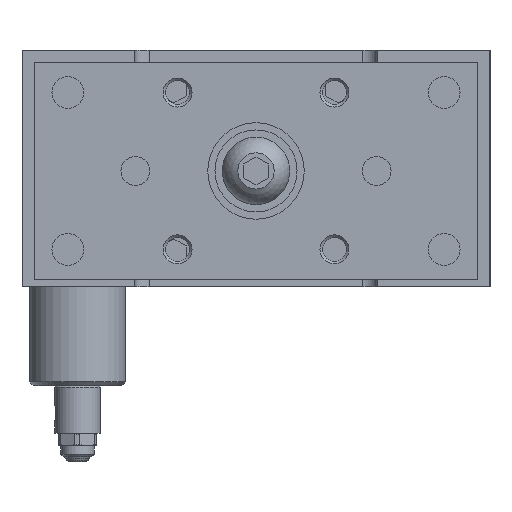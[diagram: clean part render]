
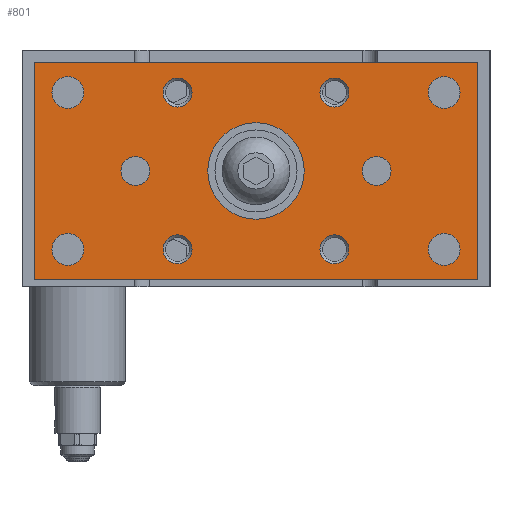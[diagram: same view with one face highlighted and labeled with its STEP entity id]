
A CAD part, left-side view. The second image highlights one B-rep face of the part: STEP entity #801.
In plain terms, the highlighted planar face has unit normal (-1, 0, 0).
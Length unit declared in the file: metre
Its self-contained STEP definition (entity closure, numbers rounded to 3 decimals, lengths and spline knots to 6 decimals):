
#801 = ADVANCED_FACE( '', ( #1957, #1958, #1959, #1960, #1961, #1962, #1963, #1964, #1965, #1966, #1967, #1968 ), #1969, .T. );
#1957 = FACE_OUTER_BOUND( '', #3596, .T. );
#1958 = FACE_BOUND( '', #3597, .T. );
#1959 = FACE_BOUND( '', #3598, .T. );
#1960 = FACE_BOUND( '', #3599, .T. );
#1961 = FACE_BOUND( '', #3600, .T. );
#1962 = FACE_BOUND( '', #3601, .T. );
#1963 = FACE_BOUND( '', #3602, .T. );
#1964 = FACE_BOUND( '', #3603, .T. );
#1965 = FACE_BOUND( '', #3604, .T. );
#1966 = FACE_BOUND( '', #3605, .T. );
#1967 = FACE_BOUND( '', #3606, .T. );
#1968 = FACE_BOUND( '', #3607, .T. );
#1969 = PLANE( '', #3608 );
#3596 = EDGE_LOOP( '', ( #5878, #5879, #5880, #5881 ) );
#3597 = EDGE_LOOP( '', ( #5882 ) );
#3598 = EDGE_LOOP( '', ( #5883 ) );
#3599 = EDGE_LOOP( '', ( #5884 ) );
#3600 = EDGE_LOOP( '', ( #5885 ) );
#3601 = EDGE_LOOP( '', ( #5886 ) );
#3602 = EDGE_LOOP( '', ( #5887 ) );
#3603 = EDGE_LOOP( '', ( #5888 ) );
#3604 = EDGE_LOOP( '', ( #5889 ) );
#3605 = EDGE_LOOP( '', ( #5890 ) );
#3606 = EDGE_LOOP( '', ( #5891 ) );
#3607 = EDGE_LOOP( '', ( #5892 ) );
#3608 = AXIS2_PLACEMENT_3D( '', #5893, #5894, #5895 );
#5878 = ORIENTED_EDGE( '', *, *, #8457, .T. );
#5879 = ORIENTED_EDGE( '', *, *, #8567, .T. );
#5880 = ORIENTED_EDGE( '', *, *, #8568, .T. );
#5881 = ORIENTED_EDGE( '', *, *, #8140, .T. );
#5882 = ORIENTED_EDGE( '', *, *, #8569, .T. );
#5883 = ORIENTED_EDGE( '', *, *, #8570, .F. );
#5884 = ORIENTED_EDGE( '', *, *, #8498, .F. );
#5885 = ORIENTED_EDGE( '', *, *, #8571, .T. );
#5886 = ORIENTED_EDGE( '', *, *, #8417, .T. );
#5887 = ORIENTED_EDGE( '', *, *, #8572, .F. );
#5888 = ORIENTED_EDGE( '', *, *, #8573, .T. );
#5889 = ORIENTED_EDGE( '', *, *, #8574, .F. );
#5890 = ORIENTED_EDGE( '', *, *, #8234, .F. );
#5891 = ORIENTED_EDGE( '', *, *, #8575, .T. );
#5892 = ORIENTED_EDGE( '', *, *, #8405, .T. );
#5893 = CARTESIAN_POINT( '', ( -0.019, -0.046, -0.0025 ) );
#5894 = DIRECTION( '', ( -1., 0., 0. ) );
#5895 = DIRECTION( '', ( 0., 0., 1. ) );
#8140 = EDGE_CURVE( '', #9510, #9508, #9511, .T. );
#8234 = EDGE_CURVE( '', #9667, #9667, #9668, .T. );
#8405 = EDGE_CURVE( '', #9936, #9936, #9937, .T. );
#8417 = EDGE_CURVE( '', #9955, #9955, #9956, .T. );
#8457 = EDGE_CURVE( '', #9508, #10014, #10016, .T. );
#8498 = EDGE_CURVE( '', #10083, #10083, #10084, .T. );
#8567 = EDGE_CURVE( '', #10014, #10192, #10193, .T. );
#8568 = EDGE_CURVE( '', #10192, #9510, #10194, .T. );
#8569 = EDGE_CURVE( '', #10195, #10195, #10196, .T. );
#8570 = EDGE_CURVE( '', #10197, #10197, #10198, .T. );
#8571 = EDGE_CURVE( '', #10199, #10199, #10200, .T. );
#8572 = EDGE_CURVE( '', #10201, #10201, #10202, .T. );
#8573 = EDGE_CURVE( '', #10203, #10203, #10204, .T. );
#8574 = EDGE_CURVE( '', #10205, #10205, #10206, .T. );
#8575 = EDGE_CURVE( '', #10207, #10207, #10208, .T. );
#9508 = VERTEX_POINT( '', #11460 );
#9510 = VERTEX_POINT( '', #11463 );
#9511 = LINE( '', #11464, #11465 );
#9667 = VERTEX_POINT( '', #11765 );
#9668 = CIRCLE( '', #11766, 0.003 );
#9936 = VERTEX_POINT( '', #12254 );
#9937 = CIRCLE( '', #12255, 0.01 );
#9955 = VERTEX_POINT( '', #12275 );
#9956 = CIRCLE( '', #12276, 0.003 );
#10014 = VERTEX_POINT( '', #12382 );
#10016 = LINE( '', #12385, #12386 );
#10083 = VERTEX_POINT( '', #12481 );
#10084 = CIRCLE( '', #12482, 0.0033 );
#10192 = VERTEX_POINT( '', #12619 );
#10193 = LINE( '', #12620, #12621 );
#10194 = LINE( '', #12622, #12623 );
#10195 = VERTEX_POINT( '', #12624 );
#10196 = CIRCLE( '', #12625, 0.0033 );
#10197 = VERTEX_POINT( '', #12626 );
#10198 = CIRCLE( '', #12627, 0.0033 );
#10199 = VERTEX_POINT( '', #12628 );
#10200 = CIRCLE( '', #12629, 0.0033 );
#10201 = VERTEX_POINT( '', #12630 );
#10202 = CIRCLE( '', #12631, 0.003 );
#10203 = VERTEX_POINT( '', #12632 );
#10204 = CIRCLE( '', #12633, 0.003 );
#10205 = VERTEX_POINT( '', #12634 );
#10206 = CIRCLE( '', #12635, 0.003 );
#10207 = VERTEX_POINT( '', #12636 );
#10208 = CIRCLE( '', #12637, 0.003 );
#11460 = CARTESIAN_POINT( '', ( -0.019, -0.046, -0.0475 ) );
#11463 = CARTESIAN_POINT( '', ( -0.019, 0.046, -0.0475 ) );
#11464 = CARTESIAN_POINT( '', ( -0.019, 0.046, -0.0475 ) );
#11465 = VECTOR( '', #13996, 1. );
#11765 = CARTESIAN_POINT( '', ( -0.019, 0.01925, -0.04125 ) );
#11766 = AXIS2_PLACEMENT_3D( '', #14107, #14108, #14109 );
#12254 = CARTESIAN_POINT( '', ( -0.019, 0.01, -0.025 ) );
#12255 = AXIS2_PLACEMENT_3D( '', #14326, #14327, #14328 );
#12275 = CARTESIAN_POINT( '', ( -0.019, 0.028, -0.025 ) );
#12276 = AXIS2_PLACEMENT_3D( '', #14346, #14347, #14348 );
#12382 = CARTESIAN_POINT( '', ( -0.019, -0.046, -0.0025 ) );
#12385 = CARTESIAN_POINT( '', ( -0.019, -0.046, -0.0475 ) );
#12386 = VECTOR( '', #14395, 1. );
#12481 = CARTESIAN_POINT( '', ( -0.019, 0.0357, -0.04125 ) );
#12482 = AXIS2_PLACEMENT_3D( '', #14447, #14448, #14449 );
#12619 = CARTESIAN_POINT( '', ( -0.019, 0.046, -0.0025 ) );
#12620 = CARTESIAN_POINT( '', ( -0.019, -0.046, -0.0025 ) );
#12621 = VECTOR( '', #14543, 1. );
#12622 = CARTESIAN_POINT( '', ( -0.019, 0.046, -0.0025 ) );
#12623 = VECTOR( '', #14544, 1. );
#12624 = CARTESIAN_POINT( '', ( -0.019, 0.0357, -0.00875 ) );
#12625 = AXIS2_PLACEMENT_3D( '', #14545, #14546, #14547 );
#12626 = CARTESIAN_POINT( '', ( -0.019, -0.0357, -0.00875 ) );
#12627 = AXIS2_PLACEMENT_3D( '', #14548, #14549, #14550 );
#12628 = CARTESIAN_POINT( '', ( -0.019, -0.0357, -0.04125 ) );
#12629 = AXIS2_PLACEMENT_3D( '', #14551, #14552, #14553 );
#12630 = CARTESIAN_POINT( '', ( -0.019, -0.028, -0.025 ) );
#12631 = AXIS2_PLACEMENT_3D( '', #14554, #14555, #14556 );
#12632 = CARTESIAN_POINT( '', ( -0.019, 0.01925, -0.00875 ) );
#12633 = AXIS2_PLACEMENT_3D( '', #14557, #14558, #14559 );
#12634 = CARTESIAN_POINT( '', ( -0.019, -0.01925, -0.00875 ) );
#12635 = AXIS2_PLACEMENT_3D( '', #14560, #14561, #14562 );
#12636 = CARTESIAN_POINT( '', ( -0.019, -0.01925, -0.04125 ) );
#12637 = AXIS2_PLACEMENT_3D( '', #14563, #14564, #14565 );
#13996 = DIRECTION( '', ( 0., -1., 0. ) );
#14107 = CARTESIAN_POINT( '', ( -0.019, 0.01625, -0.04125 ) );
#14108 = DIRECTION( '', ( -1., 0., 0. ) );
#14109 = DIRECTION( '', ( 0., 1., 0. ) );
#14326 = CARTESIAN_POINT( '', ( -0.019, 0., -0.025 ) );
#14327 = DIRECTION( '', ( 1., 0., 0. ) );
#14328 = DIRECTION( '', ( 0., 1., 0. ) );
#14346 = CARTESIAN_POINT( '', ( -0.019, 0.025, -0.025 ) );
#14347 = DIRECTION( '', ( 1., 0., 0. ) );
#14348 = DIRECTION( '', ( 0., 1., 0. ) );
#14395 = DIRECTION( '', ( 0., 0., 1. ) );
#14447 = CARTESIAN_POINT( '', ( -0.019, 0.039, -0.04125 ) );
#14448 = DIRECTION( '', ( -1., 0., 0. ) );
#14449 = DIRECTION( '', ( 0., -1., 0. ) );
#14543 = DIRECTION( '', ( 0., 1., 0. ) );
#14544 = DIRECTION( '', ( 0., 0., -1. ) );
#14545 = CARTESIAN_POINT( '', ( -0.019, 0.039, -0.00875 ) );
#14546 = DIRECTION( '', ( 1., 0., 0. ) );
#14547 = DIRECTION( '', ( 0., -1., 0. ) );
#14548 = CARTESIAN_POINT( '', ( -0.019, -0.039, -0.00875 ) );
#14549 = DIRECTION( '', ( -1., 0., 0. ) );
#14550 = DIRECTION( '', ( 0., 1., 0. ) );
#14551 = CARTESIAN_POINT( '', ( -0.019, -0.039, -0.04125 ) );
#14552 = DIRECTION( '', ( 1., 0., 0. ) );
#14553 = DIRECTION( '', ( 0., 1., 0. ) );
#14554 = CARTESIAN_POINT( '', ( -0.019, -0.025, -0.025 ) );
#14555 = DIRECTION( '', ( -1., 0., 0. ) );
#14556 = DIRECTION( '', ( 0., -1., 0. ) );
#14557 = CARTESIAN_POINT( '', ( -0.019, 0.01625, -0.00875 ) );
#14558 = DIRECTION( '', ( 1., 0., 0. ) );
#14559 = DIRECTION( '', ( 0., 1., 0. ) );
#14560 = CARTESIAN_POINT( '', ( -0.019, -0.01625, -0.00875 ) );
#14561 = DIRECTION( '', ( -1., 0., 0. ) );
#14562 = DIRECTION( '', ( 0., -1., 0. ) );
#14563 = CARTESIAN_POINT( '', ( -0.019, -0.01625, -0.04125 ) );
#14564 = DIRECTION( '', ( 1., 0., 0. ) );
#14565 = DIRECTION( '', ( 0., -1., 0. ) );
